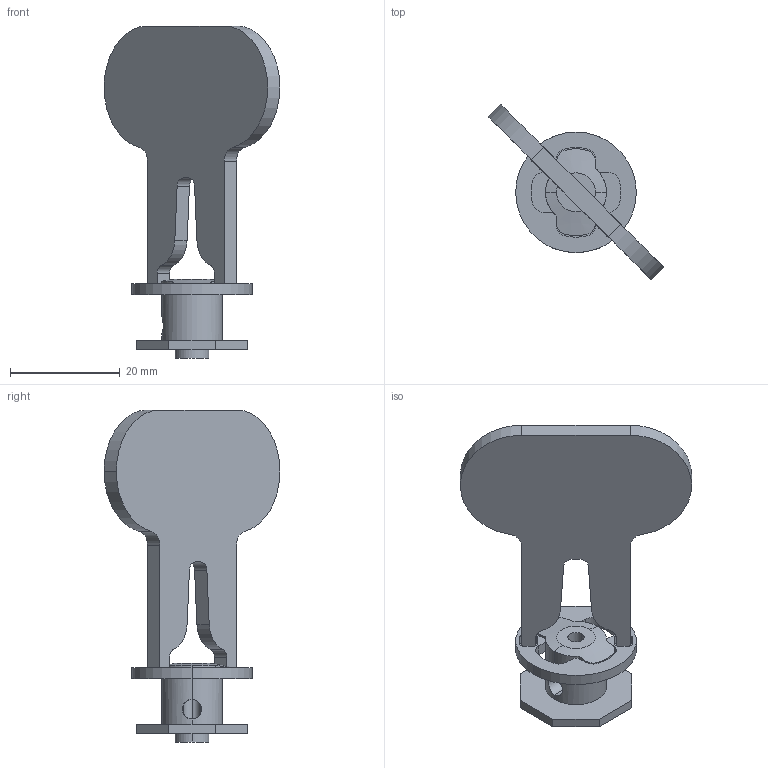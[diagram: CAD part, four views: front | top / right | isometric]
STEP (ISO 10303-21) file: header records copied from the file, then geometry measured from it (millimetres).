
FILE_DESCRIPTION (( 'STEP AP214' ), '1' );
FILE_NAME ('Twist_Hub_3mmx050_R1.STEP', '2019-10-05T05:41:33', ( 'Kurtis' ), ( '' ), 'SwSTEP 2.0', 'SolidWorks 2015', '' );
FILE_SCHEMA (( 'AUTOMOTIVE_DESIGN' ));
Length unit declared in the file: inch
Products named in the file (1): Twist_Hub_3mmx050_R1
Bounding box: 32.09 x 32.09 x 60.58 mm (x, y, z)
Volume: 5803.7 mm3; surface area: 5211 mm2
Topology: 3 solids, 3 shells, 108 faces, 294 edges, 194 vertices
Faces by surface type: plane 54, cylinder 52, cone 2
Entity records: 3640 total; most frequent: CARTESIAN_POINT 753, DIRECTION 606, ORIENTED_EDGE 588, EDGE_CURVE 294, AXIS2_PLACEMENT_3D 217, VERTEX_POINT 194, VECTOR 172, LINE 172
